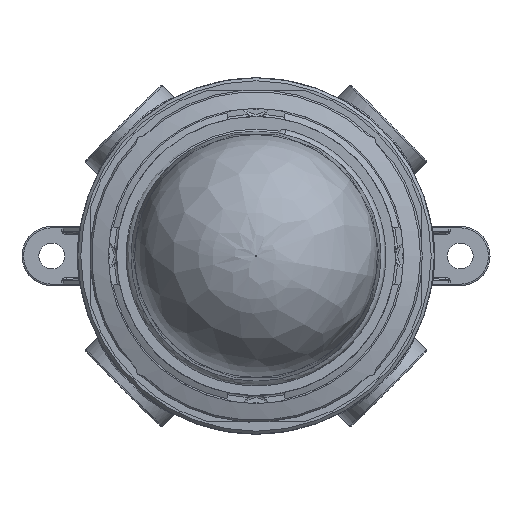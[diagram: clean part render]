
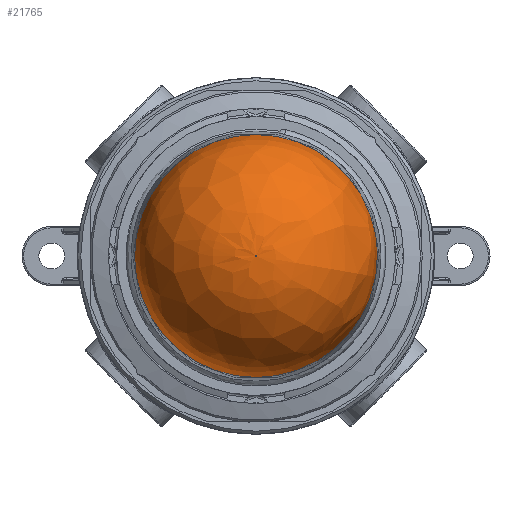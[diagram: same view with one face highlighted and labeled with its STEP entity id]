
A CAD part, front view. The second image highlights one B-rep face of the part: STEP entity #21765.
In plain terms, the highlighted free-form (B-spline) face has degree [2, 2] with [3, 9] control points.
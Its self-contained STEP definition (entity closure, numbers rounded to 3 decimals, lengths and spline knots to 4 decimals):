
#79=(
BOUNDED_SURFACE()
B_SPLINE_SURFACE(2,2,((#62604,#62605,#62606,#62607,#62608,#62609,#62610,
#62611,#62612),(#62613,#62614,#62615,#62616,#62617,#62618,#62619,#62620,
#62621),(#62622,#62623,#62624,#62625,#62626,#62627,#62628,#62629,#62630)),
 .UNSPECIFIED.,.F.,.T.,.F.)
B_SPLINE_SURFACE_WITH_KNOTS((3,3),(3,2,2,2,3),(-1.5708,-0.0524),
(-3.1416,-1.5708,0.,1.5708,3.1416),
 .UNSPECIFIED.)
GEOMETRIC_REPRESENTATION_ITEM()
RATIONAL_B_SPLINE_SURFACE(((1.,0.707,1.,0.707,1.,
0.707,1.,0.707,1.),(0.725,0.513,
0.725,0.513,0.725,0.513,
0.725,0.513,0.725),(1.,0.707,
1.,0.707,1.,0.707,1.,0.707,1.)))
REPRESENTATION_ITEM('')
SURFACE()
);
#5209=FACE_OUTER_BOUND('',#6636,.T.);
#6636=EDGE_LOOP('',(#19762,#19763,#19764,#19765,#19766,#19767,#19768));
#8255=CIRCLE('',#24414,1.5414);
#8256=CIRCLE('',#24415,1.543);
#8257=CIRCLE('',#24416,0.0005);
#8258=CIRCLE('',#24417,0.0005);
#8259=CIRCLE('',#24418,1.5414);
#8260=CIRCLE('',#24419,1.5414);
#10166=VERTEX_POINT('',#62631);
#10167=VERTEX_POINT('',#62632);
#10168=VERTEX_POINT('',#62634);
#10169=VERTEX_POINT('',#62636);
#10170=VERTEX_POINT('',#62639);
#13382=EDGE_CURVE('',#10166,#10167,#8255,.T.);
#13383=EDGE_CURVE('',#10167,#10168,#8256,.T.);
#13384=EDGE_CURVE('',#10168,#10169,#8257,.T.);
#13385=EDGE_CURVE('',#10169,#10168,#8258,.T.);
#13386=EDGE_CURVE('',#10167,#10170,#8259,.T.);
#13387=EDGE_CURVE('',#10170,#10166,#8260,.T.);
#19762=ORIENTED_EDGE('',*,*,#13382,.T.);
#19763=ORIENTED_EDGE('',*,*,#13383,.T.);
#19764=ORIENTED_EDGE('',*,*,#13384,.T.);
#19765=ORIENTED_EDGE('',*,*,#13385,.T.);
#19766=ORIENTED_EDGE('',*,*,#13383,.F.);
#19767=ORIENTED_EDGE('',*,*,#13386,.T.);
#19768=ORIENTED_EDGE('',*,*,#13387,.T.);
#21765=ADVANCED_FACE('',(#5209),#79,.F.);
#24414=AXIS2_PLACEMENT_3D('',#62633,#29958,#29959);
#24415=AXIS2_PLACEMENT_3D('',#62635,#29960,#29961);
#24416=AXIS2_PLACEMENT_3D('',#62637,#29962,#29963);
#24417=AXIS2_PLACEMENT_3D('',#62638,#29964,#29965);
#24418=AXIS2_PLACEMENT_3D('',#62640,#29966,#29967);
#24419=AXIS2_PLACEMENT_3D('',#62641,#29968,#29969);
#29958=DIRECTION('center_axis',(0.,-1.,0.));
#29959=DIRECTION('ref_axis',(1.,0.,0.));
#29960=DIRECTION('center_axis',(-1.,0.,0.));
#29961=DIRECTION('ref_axis',(0.,0.,-1.));
#29962=DIRECTION('center_axis',(0.,1.,0.));
#29963=DIRECTION('ref_axis',(1.,0.,0.));
#29964=DIRECTION('center_axis',(0.,1.,0.));
#29965=DIRECTION('ref_axis',(1.,0.,0.));
#29966=DIRECTION('center_axis',(0.,-1.,0.));
#29967=DIRECTION('ref_axis',(1.,0.,0.));
#29968=DIRECTION('center_axis',(0.,-1.,0.));
#29969=DIRECTION('ref_axis',(1.,0.,0.));
#62604=CARTESIAN_POINT('Ctrl Pts',(0.,-3.375,-0.0005));
#62605=CARTESIAN_POINT('Ctrl Pts',(-0.0005,-3.375,-0.0005));
#62606=CARTESIAN_POINT('Ctrl Pts',(-0.0005,-3.375,0.));
#62607=CARTESIAN_POINT('Ctrl Pts',(-0.0005,-3.375,0.0005));
#62608=CARTESIAN_POINT('Ctrl Pts',(0.,-3.375,0.0005));
#62609=CARTESIAN_POINT('Ctrl Pts',(0.0005,-3.375,0.0005));
#62610=CARTESIAN_POINT('Ctrl Pts',(0.0005,-3.375,0.));
#62611=CARTESIAN_POINT('Ctrl Pts',(0.0005,-3.375,-0.0005));
#62612=CARTESIAN_POINT('Ctrl Pts',(0.,-3.375,-0.0005));
#62613=CARTESIAN_POINT('Ctrl Pts',(0.,-3.375,-1.4647));
#62614=CARTESIAN_POINT('Ctrl Pts',(-1.4647,-3.375,-1.4647));
#62615=CARTESIAN_POINT('Ctrl Pts',(-1.4647,-3.375,0.));
#62616=CARTESIAN_POINT('Ctrl Pts',(-1.4647,-3.375,1.4647));
#62617=CARTESIAN_POINT('Ctrl Pts',(0.,-3.375,1.4647));
#62618=CARTESIAN_POINT('Ctrl Pts',(1.4647,-3.375,1.4647));
#62619=CARTESIAN_POINT('Ctrl Pts',(1.4647,-3.375,0.));
#62620=CARTESIAN_POINT('Ctrl Pts',(1.4647,-3.375,-1.4647));
#62621=CARTESIAN_POINT('Ctrl Pts',(0.,-3.375,-1.4647));
#62622=CARTESIAN_POINT('Ctrl Pts',(0.,-1.9128,
-1.5414));
#62623=CARTESIAN_POINT('Ctrl Pts',(-1.5414,-1.9128,
-1.5414));
#62624=CARTESIAN_POINT('Ctrl Pts',(-1.5414,-1.9128,
0.));
#62625=CARTESIAN_POINT('Ctrl Pts',(-1.5414,-1.9128,
1.5414));
#62626=CARTESIAN_POINT('Ctrl Pts',(0.,-1.9128,
1.5414));
#62627=CARTESIAN_POINT('Ctrl Pts',(1.5414,-1.9128,1.5414));
#62628=CARTESIAN_POINT('Ctrl Pts',(1.5414,-1.9128,0.));
#62629=CARTESIAN_POINT('Ctrl Pts',(1.5414,-1.9128,-1.5414));
#62630=CARTESIAN_POINT('Ctrl Pts',(0.,-1.9128,
-1.5414));
#62631=CARTESIAN_POINT('',(-1.5414,-1.9128,0.));
#62632=CARTESIAN_POINT('',(0.,-1.9128,-1.5414));
#62633=CARTESIAN_POINT('Origin',(0.,-1.9128,
0.));
#62634=CARTESIAN_POINT('',(0.,-3.375,-0.0005));
#62635=CARTESIAN_POINT('Origin',(0.,-1.832,-0.0005));
#62636=CARTESIAN_POINT('',(-0.0005,-3.375,0.));
#62637=CARTESIAN_POINT('Origin',(0.,-3.375,0.));
#62638=CARTESIAN_POINT('Origin',(0.,-3.375,0.));
#62639=CARTESIAN_POINT('',(1.5414,-1.9128,0.));
#62640=CARTESIAN_POINT('Origin',(0.,-1.9128,
0.));
#62641=CARTESIAN_POINT('Origin',(0.,-1.9128,
0.));
